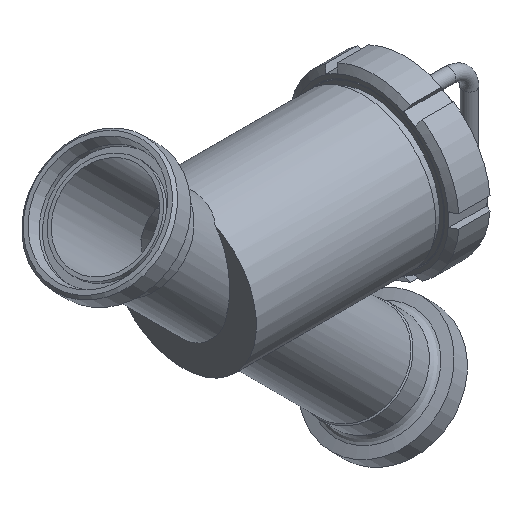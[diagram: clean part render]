
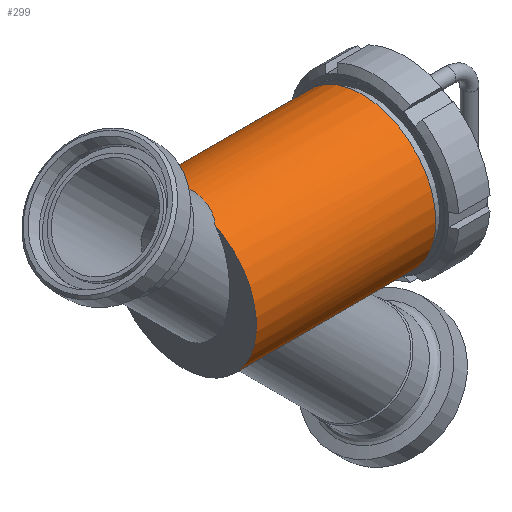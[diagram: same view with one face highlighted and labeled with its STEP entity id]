
A CAD part, isometric view. The second image highlights one B-rep face of the part: STEP entity #299.
In plain terms, the highlighted cylindrical face has radius 55 mm (diameter 110 mm), a full revolution.
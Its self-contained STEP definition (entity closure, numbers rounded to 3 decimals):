
#141=CARTESIAN_POINT('',(-26.,55.0,0.0));
#142=VERTEX_POINT('',#141);
#143=CARTESIAN_POINT('',(-26.,0.0,0.0));
#144=DIRECTION('',(1.0,0.0,0.0));
#145=DIRECTION('',(0.0,1.0,0.0));
#146=AXIS2_PLACEMENT_3D('',#143,#144,#145);
#147=CIRCLE('',#146,55.0);
#148=EDGE_CURVE('',#142,#142,#147,.T.);
#184=CARTESIAN_POINT('',(-93.0,0.0,0.0));
#185=DIRECTION('',(1.0,0.0,0.0));
#186=DIRECTION('',(0.0,1.0,0.0));
#187=AXIS2_PLACEMENT_3D('',#184,#185,#186);
#188=CYLINDRICAL_SURFACE('',#187,55.);
#189=CARTESIAN_POINT('',(-160.0,24.244,49.368));
#190=VERTEX_POINT('',#189);
#191=CARTESIAN_POINT('',(-160.0,-24.244,49.368));
#192=VERTEX_POINT('',#191);
#193=CARTESIAN_POINT('',(-160.,24.244,49.368));
#194=CARTESIAN_POINT('',(-158.572,22.598,50.177));
#195=CARTESIAN_POINT('',(-157.231,20.641,51.03));
#196=CARTESIAN_POINT('',(-154.956,16.303,52.581));
#197=CARTESIAN_POINT('',(-154.043,13.905,53.264));
#198=CARTESIAN_POINT('',(-152.906,9.87,54.137));
#199=CARTESIAN_POINT('',(-152.492,7.899,54.467));
#200=CARTESIAN_POINT('',(-151.956,3.894,54.899));
#201=CARTESIAN_POINT('',(-151.833,1.859,55.));
#202=CARTESIAN_POINT('',(-151.833,-1.859,55.));
#203=CARTESIAN_POINT('',(-151.956,-3.894,54.899));
#204=CARTESIAN_POINT('',(-152.492,-7.899,54.467));
#205=CARTESIAN_POINT('',(-152.906,-9.87,54.137));
#206=CARTESIAN_POINT('',(-154.043,-13.905,53.264));
#207=CARTESIAN_POINT('',(-154.956,-16.303,52.581));
#208=CARTESIAN_POINT('',(-157.231,-20.641,51.03));
#209=CARTESIAN_POINT('',(-158.572,-22.598,50.177));
#210=CARTESIAN_POINT('',(-160.,-24.244,49.368));
#211=B_SPLINE_CURVE_WITH_KNOTS('',3,(#193,#194,#195,#196,#197,#198,#199,#200,#201,#202,#203,#204,#205,#206,#207,#208,#209,#210),.UNSPECIFIED.,.F.,.U.,(4,2,2,2,2,2,2,2,4),(3.159,3.85,4.577,5.135,5.693,6.251,6.809,7.536,8.227),.UNSPECIFIED.);
#212=EDGE_CURVE('',#190,#192,#211,.T.);
#213=ORIENTED_EDGE('',*,*,#212,.T.);
#214=CARTESIAN_POINT('',(-160.0,0.0,0.0));
#215=DIRECTION('',(1.0,0.0,0.0));
#216=DIRECTION('',(0.0,1.0,0.0));
#217=AXIS2_PLACEMENT_3D('',#214,#215,#216);
#218=CIRCLE('',#217,55.);
#219=EDGE_CURVE('',#192,#190,#218,.T.);
#220=ORIENTED_EDGE('',*,*,#219,.T.);
#221=EDGE_LOOP('',(#213,#220));
#222=FACE_OUTER_BOUND('',#221,.T.);
#223=CARTESIAN_POINT('',(-103.905,35.,-42.426));
#224=VERTEX_POINT('',#223);
#225=CARTESIAN_POINT('',(-103.905,35.0,-42.426));
#226=CARTESIAN_POINT('',(-106.507,35.0,-42.426));
#227=CARTESIAN_POINT('',(-109.222,34.854,-42.549));
#228=CARTESIAN_POINT('',(-114.601,34.125,-43.136));
#229=CARTESIAN_POINT('',(-117.266,33.541,-43.602));
#230=CARTESIAN_POINT('',(-122.293,31.842,-44.857));
#231=CARTESIAN_POINT('',(-124.663,30.722,-45.649));
#232=CARTESIAN_POINT('',(-128.927,27.961,-47.39));
#233=CARTESIAN_POINT('',(-130.822,26.319,-48.337));
#234=CARTESIAN_POINT('',(-133.799,22.967,-50.004));
#235=CARTESIAN_POINT('',(-135.031,21.237,-50.774));
#236=CARTESIAN_POINT('',(-137.154,17.462,-52.193));
#237=CARTESIAN_POINT('',(-138.047,15.416,-52.841));
#238=CARTESIAN_POINT('',(-139.461,11.146,-53.904));
#239=CARTESIAN_POINT('',(-139.984,8.918,-54.319));
#240=CARTESIAN_POINT('',(-140.668,4.435,-54.867));
#241=CARTESIAN_POINT('',(-140.828,2.18,-55.));
#242=CARTESIAN_POINT('',(-140.828,-2.18,-55.));
#243=CARTESIAN_POINT('',(-140.668,-4.435,-54.867));
#244=CARTESIAN_POINT('',(-139.984,-8.918,-54.319));
#245=CARTESIAN_POINT('',(-139.461,-11.146,-53.904));
#246=CARTESIAN_POINT('',(-138.047,-15.416,-52.841));
#247=CARTESIAN_POINT('',(-137.154,-17.462,-52.193));
#248=CARTESIAN_POINT('',(-135.031,-21.237,-50.774));
#249=CARTESIAN_POINT('',(-133.799,-22.967,-50.004));
#250=CARTESIAN_POINT('',(-130.822,-26.319,-48.337));
#251=CARTESIAN_POINT('',(-128.927,-27.961,-47.39));
#252=CARTESIAN_POINT('',(-124.663,-30.722,-45.649));
#253=CARTESIAN_POINT('',(-122.293,-31.842,-44.857));
#254=CARTESIAN_POINT('',(-117.266,-33.541,-43.602));
#255=CARTESIAN_POINT('',(-114.601,-34.125,-43.136));
#256=CARTESIAN_POINT('',(-109.222,-34.854,-42.549));
#257=CARTESIAN_POINT('',(-106.507,-35.0,-42.426));
#258=CARTESIAN_POINT('',(-100.384,-35.0,-42.426));
#259=CARTESIAN_POINT('',(-96.746,-34.735,-42.648));
#260=CARTESIAN_POINT('',(-89.411,-33.757,-43.426));
#261=CARTESIAN_POINT('',(-85.714,-33.044,-43.981));
#262=CARTESIAN_POINT('',(-74.806,-30.314,-45.946));
#263=CARTESIAN_POINT('',(-67.774,-27.705,-47.648));
#264=CARTESIAN_POINT('',(-58.861,-22.97,-50.003));
#265=CARTESIAN_POINT('',(-55.835,-21.106,-50.842));
#266=CARTESIAN_POINT('',(-50.295,-16.765,-52.434));
#267=CARTESIAN_POINT('',(-47.783,-14.283,-53.183));
#268=CARTESIAN_POINT('',(-44.739,-10.018,-54.105));
#269=CARTESIAN_POINT('',(-43.67,-8.134,-54.433));
#270=CARTESIAN_POINT('',(-42.577,-5.128,-54.77));
#271=CARTESIAN_POINT('',(-42.295,-4.096,-54.857));
#272=CARTESIAN_POINT('',(-41.923,-2.031,-54.972));
#273=CARTESIAN_POINT('',(-41.833,-0.998,-55.));
#274=CARTESIAN_POINT('',(-41.833,0.998,-55.));
#275=CARTESIAN_POINT('',(-41.923,2.031,-54.972));
#276=CARTESIAN_POINT('',(-42.295,4.096,-54.857));
#277=CARTESIAN_POINT('',(-42.577,5.128,-54.77));
#278=CARTESIAN_POINT('',(-43.67,8.134,-54.433));
#279=CARTESIAN_POINT('',(-44.739,10.018,-54.105));
#280=CARTESIAN_POINT('',(-47.783,14.283,-53.183));
#281=CARTESIAN_POINT('',(-50.295,16.765,-52.434));
#282=CARTESIAN_POINT('',(-55.835,21.106,-50.842));
#283=CARTESIAN_POINT('',(-58.861,22.97,-50.003));
#284=CARTESIAN_POINT('',(-67.774,27.705,-47.648));
#285=CARTESIAN_POINT('',(-74.806,30.314,-45.946));
#286=CARTESIAN_POINT('',(-85.714,33.044,-43.981));
#287=CARTESIAN_POINT('',(-89.411,33.757,-43.426));
#288=CARTESIAN_POINT('',(-96.746,34.735,-42.648));
#289=CARTESIAN_POINT('',(-100.384,35.,-42.426));
#290=CARTESIAN_POINT('',(-103.905,35.,-42.426));
#291=B_SPLINE_CURVE_WITH_KNOTS('',3,(#225,#226,#227,#228,#229,#230,#231,#232,#233,#234,#235,#236,#237,#238,#239,#240,#241,#242,#243,#244,#245,#246,#247,#248,#249,#250,#251,#252,#253,#254,#255,#256,#257,#258,#259,#260,#261,#262,#263,#264,#265,#266,#267,#268,#269,#270,#271,#272,#273,#274,#275,#276,#277,#278,#279,#280,#281,#282,#283,#284,#285,#286,#287,#288,#289,#290),.UNSPECIFIED.,.T.,.U.,(4,2,2,2,2,2,2,2,2,2,2,2,2,2,2,2,2,2,2,2,2,2,2,2,2,2,2,2,2,2,2,2,4),(0.0,0.781,1.562,2.343,3.123,3.777,4.431,5.086,5.74,6.394,7.048,7.702,8.356,9.137,9.917,10.698,11.479,12.535,13.591,15.704,16.701,17.698,18.297,18.596,18.896,19.195,19.495,20.094,21.091,22.088,24.2,25.257,26.313),.UNSPECIFIED.);
#292=EDGE_CURVE('',#224,#224,#291,.T.);
#293=ORIENTED_EDGE('',*,*,#292,.T.);
#294=EDGE_LOOP('',(#293));
#295=FACE_BOUND('',#294,.T.);
#296=ORIENTED_EDGE('',*,*,#148,.F.);
#297=EDGE_LOOP('',(#296));
#298=FACE_BOUND('',#297,.T.);
#299=ADVANCED_FACE('',(#222,#295,#298),#188,.T.);
